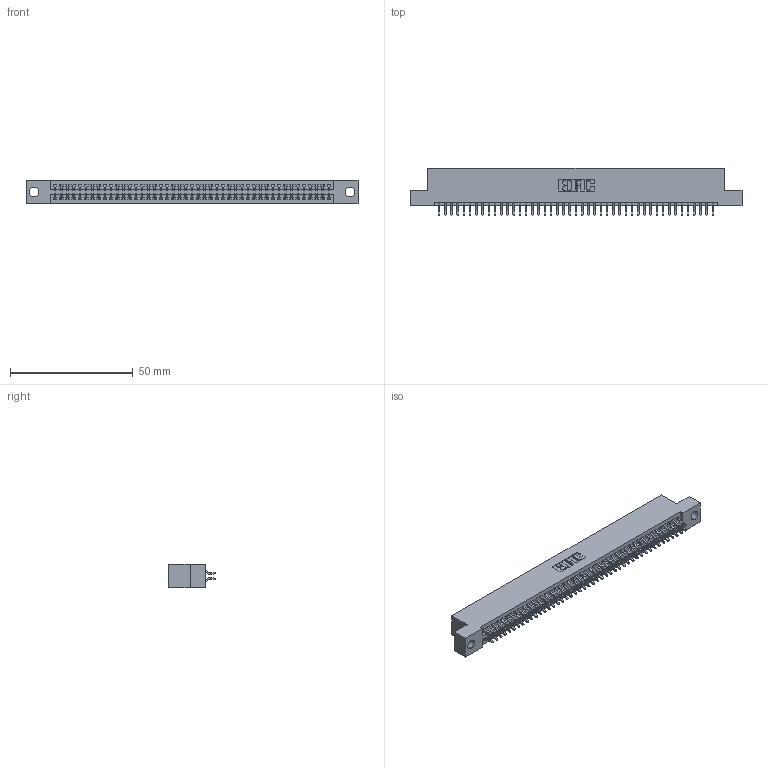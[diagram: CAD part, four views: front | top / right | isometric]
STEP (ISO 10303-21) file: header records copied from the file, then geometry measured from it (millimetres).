
FILE_DESCRIPTION (( 'STEP AP203' ), '1' );
FILE_NAME ('345-090-556-204.STEP', '2021-05-20T15:05:36', ( '' ), ( '' ), 'SwSTEP 2.0', 'SolidWorks 2020', '' );
FILE_SCHEMA (( 'CONFIG_CONTROL_DESIGN' ));
Length unit declared in the file: inch
Products named in the file (3): 345 Part_Flush Mounting Lugs - 0.156 Dia-TI; 345-090-556-204; 345-292-001_556 Tail
Assembly tree (91 placements, depth 2):
  345-090-556-204
    345 Part_Flush Mounting Lugs - 0.156 Dia-TI
    345-292-001_556 Tail  x90
Bounding box: 135.51 x 19.24 x 9.4 mm (x, y, z)
Volume: 13081.8 mm3; surface area: 19168 mm2
Topology: 91 solids, 91 shells, 5180 faces, 15407 edges, 10150 vertices
Faces by surface type: plane 3424, cylinder 1756
Entity records: 35543 total; most frequent: CARTESIAN_POINT 5974, ORIENTED_EDGE 5894, DIRECTION 5251, EDGE_CURVE 2947, LINE 2627, VECTOR 2627, VERTEX_POINT 1962, AXIS2_PLACEMENT_3D 1312
